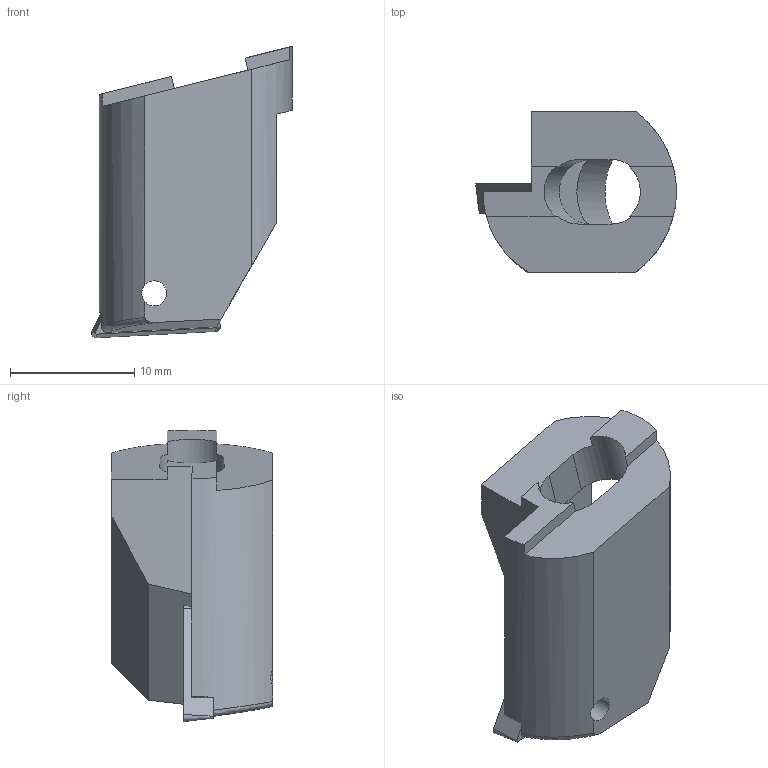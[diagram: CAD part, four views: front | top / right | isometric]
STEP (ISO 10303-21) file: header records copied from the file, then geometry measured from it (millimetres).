
FILE_DESCRIPTION((''),'1');
FILE_NAME('EB17AJ.stp','2022-09-27T08:09:03',(''),(''),'Spatial Interop R21 SP3','Kubotek KeyCreator 2011 V10.0.2 (22737)',' ');
FILE_SCHEMA(('automotive_design'));
Length unit declared in the file: millimetre
Products named in the file (2): 241[3]; 240[2]
Bounding box: 16.2 x 13 x 23.5 mm (x, y, z)
Volume: 1657.3 mm3; surface area: 1639.1 mm2
Topology: 2 solids, 2 shells, 48 faces, 141 edges, 95 vertices
Faces by surface type: plane 35, cylinder 8, cone 4, bspline 1
Full cylindrical faces by diameter (mm): 2.013 x1
Entity records: 2923 total; most frequent: CARTESIAN_POINT 368, ORIENTED_EDGE 274, DIRECTION 239, PRESENTATION_STYLE_ASSIGNMENT 237, COLOUR_RGB 237, STYLED_ITEM 187, CURVE_STYLE 187, DRAUGHTING_PRE_DEFINED_CURVE_FONT 187
